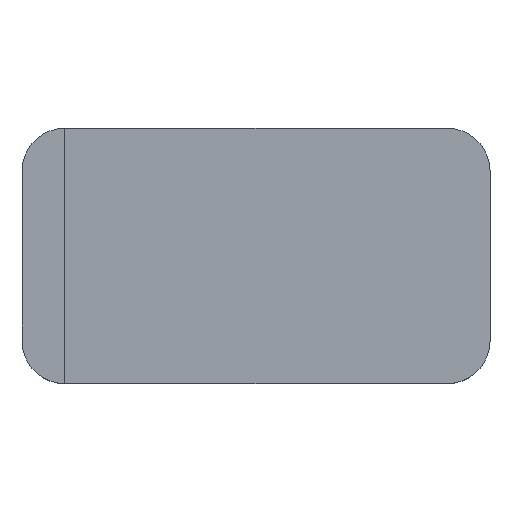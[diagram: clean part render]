
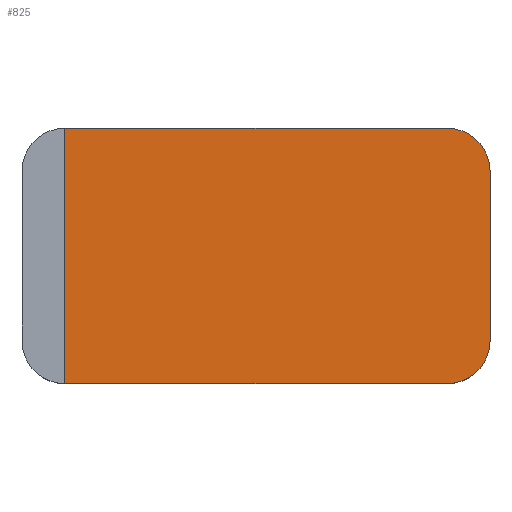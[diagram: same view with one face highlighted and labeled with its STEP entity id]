
A CAD part, top view. The second image highlights one B-rep face of the part: STEP entity #825.
In plain terms, the highlighted planar face has unit normal (0, 0, 1).
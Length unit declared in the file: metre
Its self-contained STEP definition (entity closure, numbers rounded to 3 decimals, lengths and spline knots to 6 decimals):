
#73=LINE('',#1304,#156);
#99=LINE('',#1376,#182);
#103=LINE('',#1387,#186);
#105=LINE('',#1391,#188);
#156=VECTOR('',#1052,1.);
#182=VECTOR('',#1120,1.);
#186=VECTOR('',#1132,1.);
#188=VECTOR('',#1136,1.);
#374=ORIENTED_EDGE('',*,*,#487,.T.);
#375=ORIENTED_EDGE('',*,*,#529,.T.);
#376=ORIENTED_EDGE('',*,*,#526,.F.);
#377=ORIENTED_EDGE('',*,*,#523,.T.);
#378=ORIENTED_EDGE('',*,*,#534,.F.);
#379=ORIENTED_EDGE('',*,*,#531,.F.);
#487=EDGE_CURVE('',#591,#590,#73,.T.);
#523=EDGE_CURVE('',#616,#615,#99,.T.);
#526=EDGE_CURVE('',#616,#618,#654,.T.);
#529=EDGE_CURVE('',#590,#618,#103,.T.);
#531=EDGE_CURVE('',#591,#620,#105,.T.);
#534=EDGE_CURVE('',#620,#615,#656,.T.);
#590=VERTEX_POINT('',#1303);
#591=VERTEX_POINT('',#1305);
#615=VERTEX_POINT('',#1375);
#616=VERTEX_POINT('',#1377);
#618=VERTEX_POINT('',#1383);
#620=VERTEX_POINT('',#1392);
#654=CIRCLE('',#919,0.008);
#656=CIRCLE('',#924,0.008);
#700=EDGE_LOOP('',(#374,#375,#376,#377,#378,#379));
#751=FACE_BOUND('',#700,.T.);
#784=PLANE('',#925);
#825=ADVANCED_FACE('',(#751),#784,.F.);
#919=AXIS2_PLACEMENT_3D('',#1382,#1126,#1127);
#924=AXIS2_PLACEMENT_3D('',#1396,#1142,#1143);
#925=AXIS2_PLACEMENT_3D('',#1397,#1144,#1145);
#1052=DIRECTION('',(0.,-1.,0.));
#1120=DIRECTION('',(0.,1.,0.));
#1126=DIRECTION('',(0.,0.,-1.));
#1127=DIRECTION('',(-1.,0.,0.));
#1132=DIRECTION('',(1.,0.,0.));
#1136=DIRECTION('',(1.,0.,0.));
#1142=DIRECTION('',(0.,0.,-1.));
#1143=DIRECTION('',(-1.,0.,0.));
#1144=DIRECTION('',(0.,0.,-1.));
#1145=DIRECTION('',(1.,0.,0.));
#1303=CARTESIAN_POINT('',(-0.036,-0.024,0.012));
#1304=CARTESIAN_POINT('',(-0.036,0.,0.012));
#1305=CARTESIAN_POINT('',(-0.036,0.024,0.012));
#1375=CARTESIAN_POINT('',(0.044,0.016,0.012));
#1376=CARTESIAN_POINT('',(0.044,0.,0.012));
#1377=CARTESIAN_POINT('',(0.044,-0.016,0.012));
#1382=CARTESIAN_POINT('',(0.036,-0.016,0.012));
#1383=CARTESIAN_POINT('',(0.036,-0.024,0.012));
#1387=CARTESIAN_POINT('',(0.,-0.024,0.012));
#1391=CARTESIAN_POINT('',(0.,0.024,0.012));
#1392=CARTESIAN_POINT('',(0.036,0.024,0.012));
#1396=CARTESIAN_POINT('',(0.036,0.016,0.012));
#1397=CARTESIAN_POINT('',(0.,0.,0.012));
